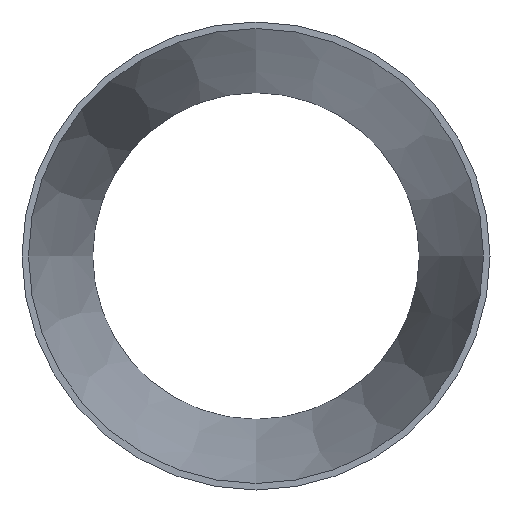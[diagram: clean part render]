
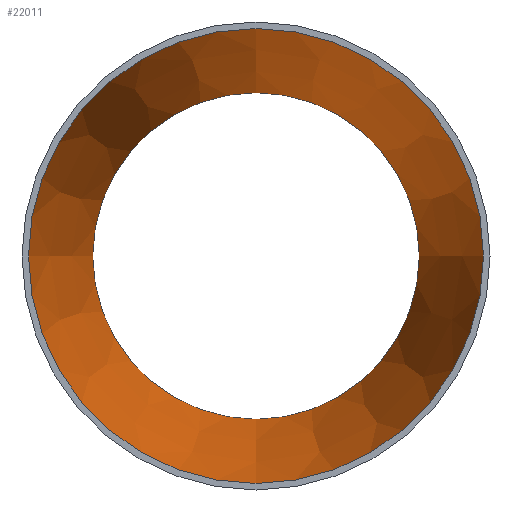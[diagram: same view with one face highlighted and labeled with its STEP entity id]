
A CAD part, front view. The second image highlights one B-rep face of the part: STEP entity #22011.
In plain terms, the highlighted conical face has half-angle 11.183 degrees and reference radius 106.492 mm.
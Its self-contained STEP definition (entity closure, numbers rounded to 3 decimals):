
#1354 = ORIENTED_EDGE ( 'NONE', *, *, #2146, .T. ) ;
#1489 = DIRECTION ( 'NONE',  ( 0., 0., -1. ) ) ;
#1915 = VERTEX_POINT ( 'NONE', #2237 ) ;
#2146 = EDGE_CURVE ( 'NONE', #1915, #1915, #4133, .T. ) ;
#2237 = CARTESIAN_POINT ( 'NONE',  ( 0., 0., -106.492 ) ) ;
#4133 = CIRCLE ( 'NONE', #4674, 106.492 ) ;
#4674 = AXIS2_PLACEMENT_3D ( 'NONE', #28712, #6186, #16197 ) ;
#6186 = DIRECTION ( 'NONE',  ( 0., -1., 0. ) ) ;
#8199 = FACE_OUTER_BOUND ( 'NONE', #21092, .T. ) ;
#8418 = DIRECTION ( 'NONE',  ( 0., -1., 0. ) ) ;
#9497 = VERTEX_POINT ( 'NONE', #12131 ) ;
#12131 = CARTESIAN_POINT ( 'NONE',  ( 0., 152., -76.442 ) ) ;
#14465 = EDGE_LOOP ( 'NONE', ( #20679 ) ) ;
#16197 = DIRECTION ( 'NONE',  ( 0., 0., -1. ) ) ;
#19159 = AXIS2_PLACEMENT_3D ( 'NONE', #28969, #8418, #1489 ) ;
#19443 = EDGE_CURVE ( 'NONE', #9497, #9497, #28098, .T. ) ;
#20679 = ORIENTED_EDGE ( 'NONE', *, *, #19443, .F. ) ;
#21092 = EDGE_LOOP ( 'NONE', ( #1354 ) ) ;
#21184 = CARTESIAN_POINT ( 'NONE',  ( 0., 0., 0. ) ) ;
#22011 = ADVANCED_FACE ( 'NONE', ( #25767, #8199 ), #25634, .F. ) ;
#23156 = DIRECTION ( 'NONE',  ( 0., -1., 0. ) ) ;
#23537 = AXIS2_PLACEMENT_3D ( 'NONE', #21184, #23156, #25935 ) ;
#25634 = CONICAL_SURFACE ( 'NONE', #23537, 106.492, 0.195 ) ;
#25767 = FACE_BOUND ( 'NONE', #14465, .T. ) ;
#25935 = DIRECTION ( 'NONE',  ( 0., 0., -1. ) ) ;
#28098 = CIRCLE ( 'NONE', #19159, 76.442 ) ;
#28712 = CARTESIAN_POINT ( 'NONE',  ( 0., 0., 0. ) ) ;
#28969 = CARTESIAN_POINT ( 'NONE',  ( 0., 152., 0. ) ) ;
